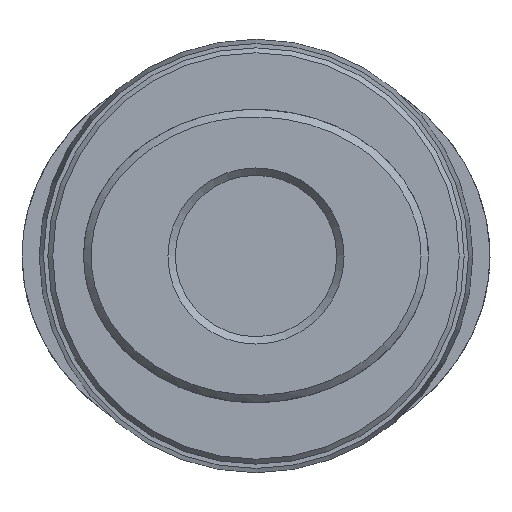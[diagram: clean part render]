
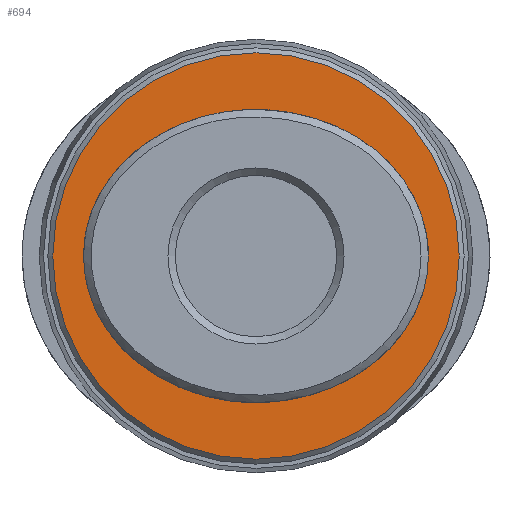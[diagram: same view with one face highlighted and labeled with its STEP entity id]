
A CAD part, left-side view. The second image highlights one B-rep face of the part: STEP entity #694.
In plain terms, the highlighted face is planar.
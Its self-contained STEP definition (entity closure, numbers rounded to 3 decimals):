
#652=CARTESIAN_POINT('',(8.25,1.85,0.));
#653=VERTEX_POINT('',#652);
#654=CARTESIAN_POINT('',(0.,1.85,0.0));
#655=DIRECTION('',(0.0,-1.0,0.0));
#656=DIRECTION('',(-1.0,0.0,0.0));
#657=AXIS2_PLACEMENT_3D('',#654,#655,#656);
#658=CIRCLE('',#657,8.25);
#659=EDGE_CURVE('',#653,#653,#658,.T.);
#675=CARTESIAN_POINT('',(6.2,1.85,0.0));
#676=DIRECTION('',(0.0,1.0,0.0));
#677=DIRECTION('',(0.0,0.0,1.0));
#678=AXIS2_PLACEMENT_3D('',#675,#676,#677);
#679=PLANE('',#678);
#680=ORIENTED_EDGE('',*,*,#659,.F.);
#681=EDGE_LOOP('',(#680));
#682=FACE_OUTER_BOUND('',#681,.T.);
#683=CARTESIAN_POINT('',(3.95,1.85,0.0));
#684=VERTEX_POINT('',#683);
#685=CARTESIAN_POINT('',(0.,1.85,0.0));
#686=DIRECTION('',(0.0,-1.0,0.0));
#687=DIRECTION('',(1.0,0.0,0.0));
#688=AXIS2_PLACEMENT_3D('',#685,#686,#687);
#689=CIRCLE('',#688,3.95);
#690=EDGE_CURVE('',#684,#684,#689,.T.);
#691=ORIENTED_EDGE('',*,*,#690,.T.);
#692=EDGE_LOOP('',(#691));
#693=FACE_BOUND('',#692,.T.);
#694=ADVANCED_FACE('',(#682,#693),#679,.T.);
